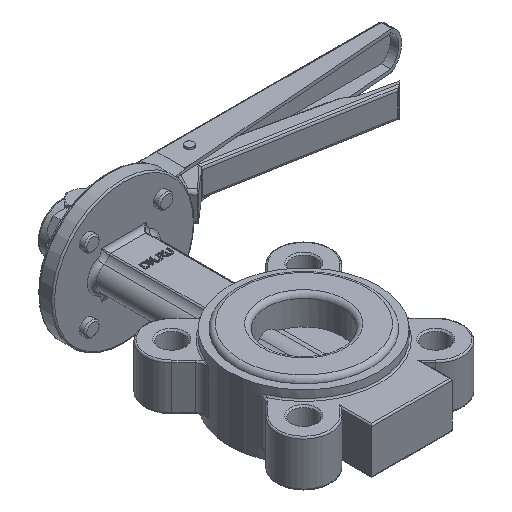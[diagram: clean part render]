
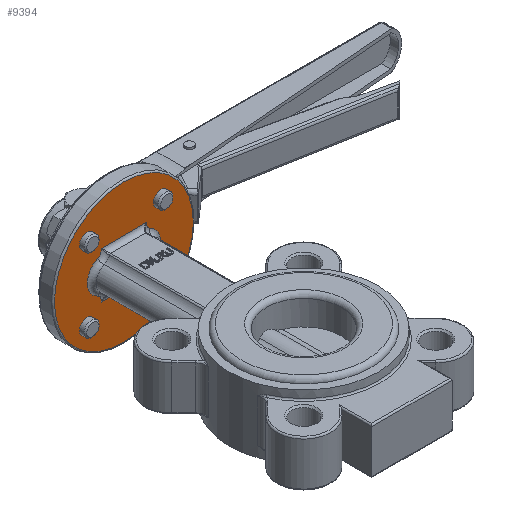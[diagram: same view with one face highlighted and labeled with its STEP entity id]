
A CAD part, isometric view. The second image highlights one B-rep face of the part: STEP entity #9394.
In plain terms, the highlighted planar face has unit normal (0, -1, 0).
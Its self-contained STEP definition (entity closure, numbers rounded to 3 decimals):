
#597=FACE_BOUND('',#1502,.T.);
#598=FACE_BOUND('',#1503,.T.);
#599=FACE_BOUND('',#1504,.T.);
#600=FACE_BOUND('',#1505,.T.);
#601=FACE_BOUND('',#1506,.T.);
#653=PLANE('',#10230);
#948=FACE_OUTER_BOUND('',#1501,.T.);
#1501=EDGE_LOOP('',(#6527));
#1502=EDGE_LOOP('',(#6528,#6529,#6530,#6531,#6532,#6533,#6534,#6535));
#1503=EDGE_LOOP('',(#6536));
#1504=EDGE_LOOP('',(#6537));
#1505=EDGE_LOOP('',(#6538));
#1506=EDGE_LOOP('',(#6539));
#2031=LINE('',#14021,#2742);
#2070=LINE('',#14517,#2781);
#2742=VECTOR('',#11196,10.);
#2781=VECTOR('',#11269,10.);
#3460=CIRCLE('',#10103,4.);
#3474=CIRCLE('',#10128,4.);
#3534=CIRCLE('',#10228,46.5);
#3536=CIRCLE('',#10231,4.);
#3537=CIRCLE('',#10232,12.);
#3538=CIRCLE('',#10233,4.);
#3539=CIRCLE('',#10234,12.);
#3540=CIRCLE('',#10235,5.);
#3541=CIRCLE('',#10236,5.);
#3542=CIRCLE('',#10237,5.);
#3543=CIRCLE('',#10238,5.);
#3921=VERTEX_POINT('',#13974);
#3922=VERTEX_POINT('',#14000);
#3925=VERTEX_POINT('',#14008);
#3936=VERTEX_POINT('',#14254);
#3990=VERTEX_POINT('',#14516);
#3994=VERTEX_POINT('',#14647);
#4055=VERTEX_POINT('',#15585);
#4056=VERTEX_POINT('',#15589);
#4057=VERTEX_POINT('',#15592);
#4058=VERTEX_POINT('',#15595);
#4059=VERTEX_POINT('',#15597);
#4060=VERTEX_POINT('',#15599);
#4061=VERTEX_POINT('',#15601);
#4796=EDGE_CURVE('',#3921,#3922,#3460,.T.);
#4801=EDGE_CURVE('',#3925,#3921,#2031,.T.);
#4876=EDGE_CURVE('',#3936,#3990,#2070,.T.);
#4884=EDGE_CURVE('',#3990,#3994,#3474,.T.);
#5000=EDGE_CURVE('',#4055,#4055,#3534,.T.);
#5002=EDGE_CURVE('',#4056,#3936,#3536,.T.);
#5003=EDGE_CURVE('',#3922,#4056,#3537,.T.);
#5004=EDGE_CURVE('',#4057,#3925,#3538,.T.);
#5005=EDGE_CURVE('',#3994,#4057,#3539,.T.);
#5006=EDGE_CURVE('',#4058,#4058,#3540,.T.);
#5007=EDGE_CURVE('',#4059,#4059,#3541,.T.);
#5008=EDGE_CURVE('',#4060,#4060,#3542,.T.);
#5009=EDGE_CURVE('',#4061,#4061,#3543,.T.);
#6527=ORIENTED_EDGE('',*,*,#5000,.F.);
#6528=ORIENTED_EDGE('',*,*,#5002,.F.);
#6529=ORIENTED_EDGE('',*,*,#5003,.F.);
#6530=ORIENTED_EDGE('',*,*,#4796,.F.);
#6531=ORIENTED_EDGE('',*,*,#4801,.F.);
#6532=ORIENTED_EDGE('',*,*,#5004,.F.);
#6533=ORIENTED_EDGE('',*,*,#5005,.F.);
#6534=ORIENTED_EDGE('',*,*,#4884,.F.);
#6535=ORIENTED_EDGE('',*,*,#4876,.F.);
#6536=ORIENTED_EDGE('',*,*,#5006,.T.);
#6537=ORIENTED_EDGE('',*,*,#5007,.T.);
#6538=ORIENTED_EDGE('',*,*,#5008,.T.);
#6539=ORIENTED_EDGE('',*,*,#5009,.T.);
#9394=ADVANCED_FACE('',(#948,#597,#598,#599,#600,#601),#653,.F.);
#10103=AXIS2_PLACEMENT_3D('',#14001,#11187,#11188);
#10128=AXIS2_PLACEMENT_3D('',#14648,#11279,#11280);
#10228=AXIS2_PLACEMENT_3D('',#15586,#11504,#11505);
#10230=AXIS2_PLACEMENT_3D('',#15588,#11508,#11509);
#10231=AXIS2_PLACEMENT_3D('',#15590,#11510,#11511);
#10232=AXIS2_PLACEMENT_3D('',#15591,#11512,#11513);
#10233=AXIS2_PLACEMENT_3D('',#15593,#11514,#11515);
#10234=AXIS2_PLACEMENT_3D('',#15594,#11516,#11517);
#10235=AXIS2_PLACEMENT_3D('',#15596,#11518,#11519);
#10236=AXIS2_PLACEMENT_3D('',#15598,#11520,#11521);
#10237=AXIS2_PLACEMENT_3D('',#15600,#11522,#11523);
#10238=AXIS2_PLACEMENT_3D('',#15602,#11524,#11525);
#11187=DIRECTION('center_axis',(0.,1.,0.));
#11188=DIRECTION('ref_axis',(-0.754,0.,0.657));
#11196=DIRECTION('',(1.,0.,0.));
#11269=DIRECTION('',(-1.,0.,0.));
#11279=DIRECTION('center_axis',(0.,1.,0.));
#11280=DIRECTION('ref_axis',(0.754,0.,-0.657));
#11504=DIRECTION('center_axis',(0.,1.,0.));
#11505=DIRECTION('ref_axis',(-1.,0.,0.));
#11508=DIRECTION('center_axis',(0.,1.,0.));
#11509=DIRECTION('ref_axis',(0.,0.,1.));
#11510=DIRECTION('center_axis',(0.,1.,0.));
#11511=DIRECTION('ref_axis',(-0.754,0.,-0.657));
#11512=DIRECTION('center_axis',(0.,-1.,0.));
#11513=DIRECTION('ref_axis',(1.,0.,0.));
#11514=DIRECTION('center_axis',(0.,1.,0.));
#11515=DIRECTION('ref_axis',(0.754,0.,0.657));
#11516=DIRECTION('center_axis',(0.,-1.,0.));
#11517=DIRECTION('ref_axis',(-1.,0.,0.));
#11518=DIRECTION('center_axis',(0.,1.,0.));
#11519=DIRECTION('ref_axis',(-1.,0.,0.));
#11520=DIRECTION('center_axis',(0.,1.,0.));
#11521=DIRECTION('ref_axis',(-1.,0.,0.));
#11522=DIRECTION('center_axis',(0.,1.,0.));
#11523=DIRECTION('ref_axis',(-1.,0.,0.));
#11524=DIRECTION('center_axis',(0.,1.,0.));
#11525=DIRECTION('ref_axis',(-1.,0.,0.));
#13974=CARTESIAN_POINT('',(15.319,120.5,-15.5));
#14000=CARTESIAN_POINT('',(17.524,120.5,-10.898));
#14001=CARTESIAN_POINT('Origin',(19.199,120.5,-14.53));
#14008=CARTESIAN_POINT('',(-15.319,120.5,-15.5));
#14021=CARTESIAN_POINT('',(-6.25,120.5,-15.5));
#14254=CARTESIAN_POINT('',(15.319,120.5,15.5));
#14516=CARTESIAN_POINT('',(-15.319,120.5,15.5));
#14517=CARTESIAN_POINT('',(6.25,120.5,15.5));
#14647=CARTESIAN_POINT('',(-17.524,120.5,10.898));
#14648=CARTESIAN_POINT('Origin',(-19.199,120.5,14.53));
#15585=CARTESIAN_POINT('',(0.,120.5,46.5));
#15586=CARTESIAN_POINT('Origin',(0.,120.5,0.));
#15588=CARTESIAN_POINT('Origin',(0.,120.5,0.));
#15589=CARTESIAN_POINT('',(17.524,120.5,10.898));
#15590=CARTESIAN_POINT('Origin',(19.199,120.5,14.53));
#15591=CARTESIAN_POINT('Origin',(12.5,120.5,0.));
#15592=CARTESIAN_POINT('',(-17.524,120.5,-10.898));
#15593=CARTESIAN_POINT('Origin',(-19.199,120.5,-14.53));
#15594=CARTESIAN_POINT('Origin',(-12.5,120.5,0.));
#15595=CARTESIAN_POINT('',(29.749,120.5,-24.749));
#15596=CARTESIAN_POINT('Origin',(24.749,120.5,-24.749));
#15597=CARTESIAN_POINT('',(-19.749,120.5,-24.749));
#15598=CARTESIAN_POINT('Origin',(-24.749,120.5,-24.749));
#15599=CARTESIAN_POINT('',(-19.749,120.5,24.749));
#15600=CARTESIAN_POINT('Origin',(-24.749,120.5,24.749));
#15601=CARTESIAN_POINT('',(29.749,120.5,24.749));
#15602=CARTESIAN_POINT('Origin',(24.749,120.5,24.749));
